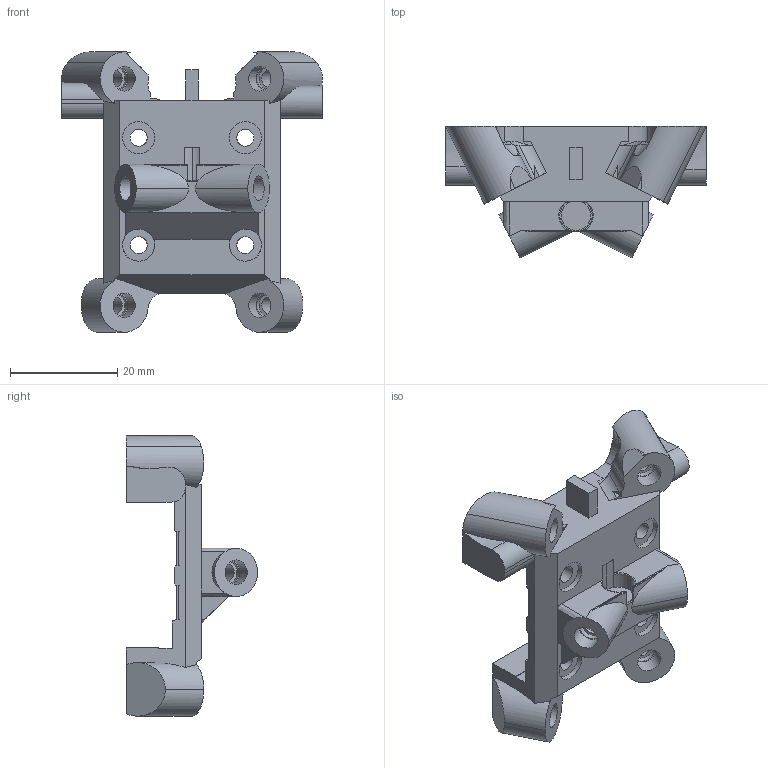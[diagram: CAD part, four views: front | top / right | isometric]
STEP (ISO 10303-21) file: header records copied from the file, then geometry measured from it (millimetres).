
FILE_DESCRIPTION(('HOOPS Exchange Step'),'2;1');
FILE_NAME('temp_export','2024-05-06T00:08:35-07:00',('puck'),('Shapr3D Limited'),'HOOPS Exchange 2024.2','Shapr3D','Authorized');
FILE_SCHEMA( ('AUTOMOTIVE_DESIGN { 1 0 10303 214 1 1 1 1 }') );
Length unit declared in the file: millimetre
Products named in the file (2): TapChanger-Rods v76:1; Tapchanger-All.step
Assembly tree (1 placements, depth 2):
  Tapchanger-All.step
    TapChanger-Rods v76:1
Bounding box: 48.59 x 24.51 x 52.22 mm (x, y, z)
Volume: 12982.8 mm3; surface area: 7922.1 mm2
Topology: 1 solids, 1 shells, 474 faces, 1381 edges, 928 vertices
Faces by surface type: plane 228, cylinder 224, bspline 14, torus 4, cone 4
Full cylindrical faces by diameter (mm): 2.9 x1, 3.2 x10, 3.7 x2, 4.3 x6, 4.6 x6, 4.7 x1, 5.5 x1, 6 x4
Entity records: 17366 total; most frequent: CARTESIAN_POINT 4578, ORIENTED_EDGE 2758, DIRECTION 2664, EDGE_CURVE 1379, AXIS2_PLACEMENT_3D 939, VERTEX_POINT 928, VECTOR 786, LINE 786
